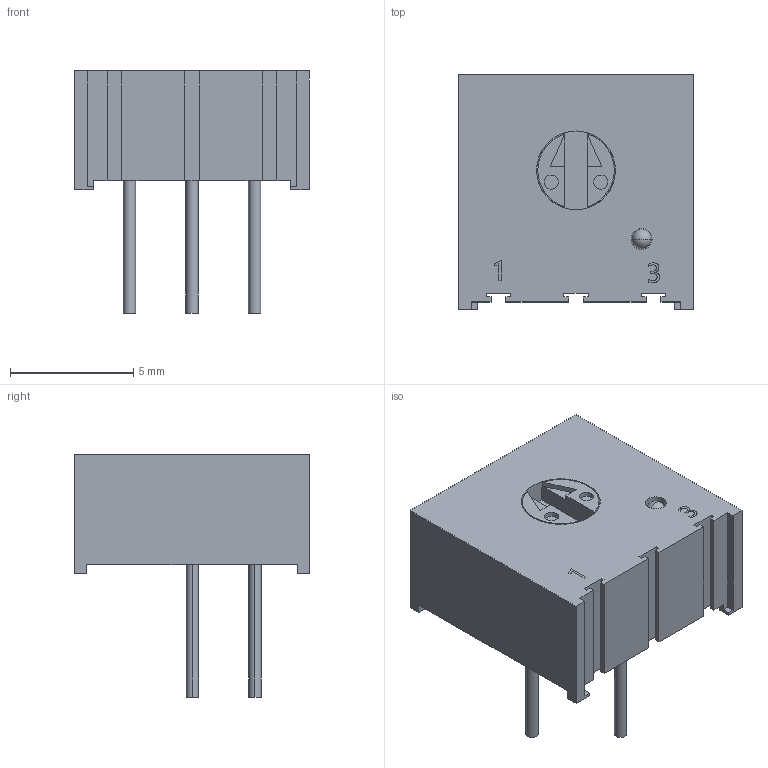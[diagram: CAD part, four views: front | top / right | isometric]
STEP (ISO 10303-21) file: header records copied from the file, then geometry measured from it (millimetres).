
FILE_DESCRIPTION (( 'STEP AP214' ), '1' );
FILE_NAME ('RES-ADJ-TH_3P-L9.5-W9.5-P2.54-BR-BS.step', '2022-07-28T08:42:46', ( '' ), ( '' ), 'SwSTEP 2.0', 'SolidWorks 2020', '' );
FILE_SCHEMA (( 'AUTOMOTIVE_DESIGN' ));
Length unit declared in the file: millimetre
Products named in the file (1): RES-ADJ-TH_3P-L9.5-W9.5-P2.54-BR-BS
Bounding box: 9.53 x 9.53 x 9.83 mm (x, y, z)
Volume: 389.9 mm3; surface area: 411.8 mm2
Topology: 1 solids, 1 shells, 339 faces, 925 edges, 615 vertices
Faces by surface type: plane 206, bspline 112, cylinder 19, sphere 2
Entity records: 15580 total; most frequent: CARTESIAN_POINT 4010, ORIENTED_EDGE 1842, DIRECTION 1193, EDGE_CURVE 921, LINE 649, VECTOR 649, VERTEX_POINT 613, EDGE_LOOP 368
